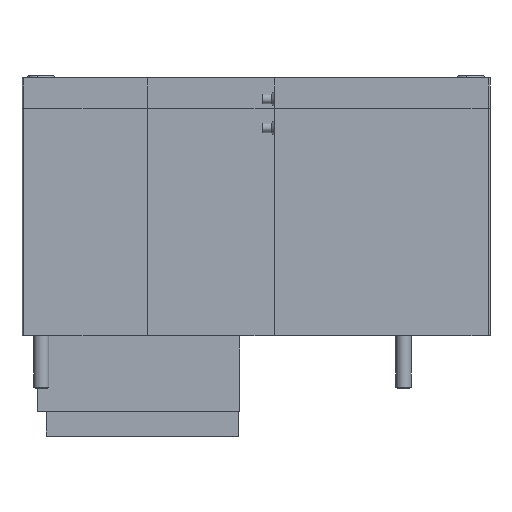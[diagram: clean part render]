
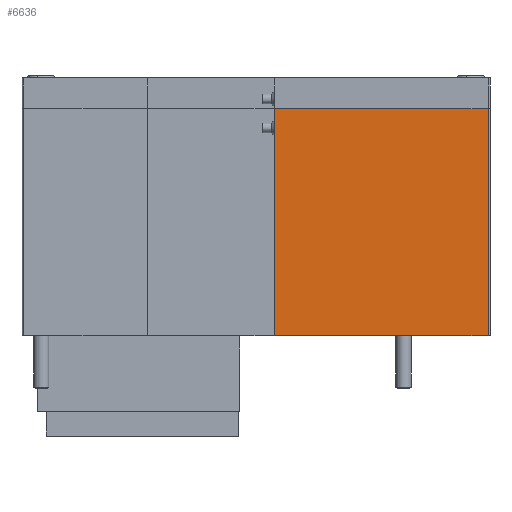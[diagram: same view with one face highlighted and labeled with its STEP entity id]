
A CAD part, front view. The second image highlights one B-rep face of the part: STEP entity #6636.
In plain terms, the highlighted planar face has unit normal (0, -1, 0).
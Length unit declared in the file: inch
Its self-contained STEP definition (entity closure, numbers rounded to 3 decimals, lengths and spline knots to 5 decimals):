
#984 = VERTEX_POINT ( 'NONE', #14330 ) ;
#2499 = CARTESIAN_POINT ( 'NONE',  ( 2.57874, 0., 2.32283 ) ) ;
#2805 = EDGE_LOOP ( 'NONE', ( #14498, #8614, #26120, #12970 ) ) ;
#4877 = DIRECTION ( 'NONE',  ( 0., 0., -1. ) ) ;
#5298 = LINE ( 'NONE', #16057, #22222 ) ;
#5472 = EDGE_CURVE ( 'NONE', #984, #17008, #5298, .T. ) ;
#5993 = AXIS2_PLACEMENT_3D ( 'NONE', #2499, #11151, #26727 ) ;
#6480 = CARTESIAN_POINT ( 'NONE',  ( 2.57874, 0., 2.32283 ) ) ;
#6636 = ADVANCED_FACE ( 'NONE', ( #24307 ), #19929, .F. ) ;
#7000 = CARTESIAN_POINT ( 'NONE',  ( 4.76772, 0., 2.32283 ) ) ;
#7224 = VERTEX_POINT ( 'NONE', #16727 ) ;
#8614 = ORIENTED_EDGE ( 'NONE', *, *, #11675, .F. ) ;
#8855 = EDGE_CURVE ( 'NONE', #984, #24830, #25462, .T. ) ;
#10731 = DIRECTION ( 'NONE',  ( 1., 0., 0. ) ) ;
#11151 = DIRECTION ( 'NONE',  ( 0., 1., 0. ) ) ;
#11675 = EDGE_CURVE ( 'NONE', #24830, #7224, #19752, .T. ) ;
#12970 = ORIENTED_EDGE ( 'NONE', *, *, #5472, .T. ) ;
#13919 = VECTOR ( 'NONE', #26649, 39.37008 ) ;
#14330 = CARTESIAN_POINT ( 'NONE',  ( 2.57874, 0., 2.32283 ) ) ;
#14498 = ORIENTED_EDGE ( 'NONE', *, *, #23828, .T. ) ;
#16057 = CARTESIAN_POINT ( 'NONE',  ( 2.57874, 0., 2.32283 ) ) ;
#16727 = CARTESIAN_POINT ( 'NONE',  ( 4.76772, 0., 0. ) ) ;
#17008 = VERTEX_POINT ( 'NONE', #26724 ) ;
#17728 = CARTESIAN_POINT ( 'NONE',  ( 2.57874, 0., 0. ) ) ;
#17857 = LINE ( 'NONE', #17728, #13919 ) ;
#17899 = DIRECTION ( 'NONE',  ( 0., 0., -1. ) ) ;
#18624 = VECTOR ( 'NONE', #17899, 39.37008 ) ;
#19752 = LINE ( 'NONE', #7000, #18624 ) ;
#19929 = PLANE ( 'NONE',  #5993 ) ;
#22038 = VECTOR ( 'NONE', #10731, 39.37008 ) ;
#22222 = VECTOR ( 'NONE', #4877, 39.37008 ) ;
#23828 = EDGE_CURVE ( 'NONE', #17008, #7224, #17857, .T. ) ;
#24307 = FACE_OUTER_BOUND ( 'NONE', #2805, .T. ) ;
#24830 = VERTEX_POINT ( 'NONE', #27043 ) ;
#25462 = LINE ( 'NONE', #6480, #22038 ) ;
#26120 = ORIENTED_EDGE ( 'NONE', *, *, #8855, .F. ) ;
#26649 = DIRECTION ( 'NONE',  ( 1., 0., 0. ) ) ;
#26724 = CARTESIAN_POINT ( 'NONE',  ( 2.57874, 0., 0. ) ) ;
#26727 = DIRECTION ( 'NONE',  ( 0., 0., 1. ) ) ;
#27043 = CARTESIAN_POINT ( 'NONE',  ( 4.76772, 0., 2.32283 ) ) ;
